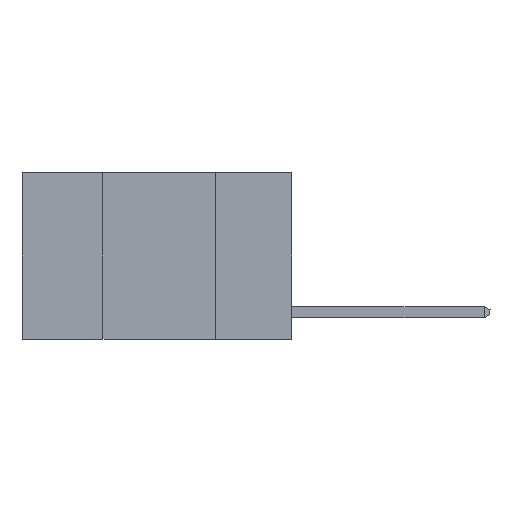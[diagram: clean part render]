
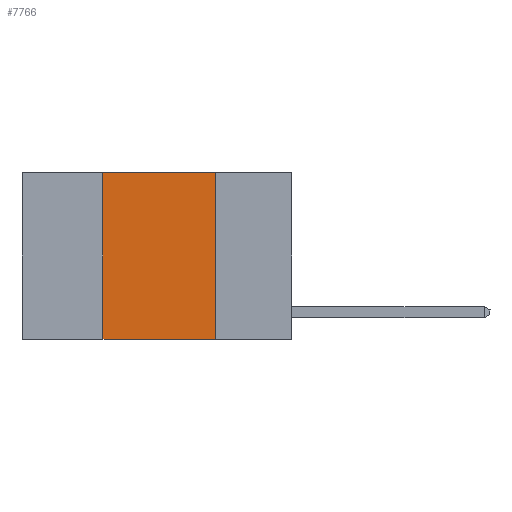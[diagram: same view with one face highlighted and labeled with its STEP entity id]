
A CAD part, left-side view. The second image highlights one B-rep face of the part: STEP entity #7766.
In plain terms, the highlighted planar face has unit normal (-1, 0, 0).
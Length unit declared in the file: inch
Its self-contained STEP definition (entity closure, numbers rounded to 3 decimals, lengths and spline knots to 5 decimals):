
#500 = ORIENTED_EDGE ( 'NONE', *, *, #9433, .T. ) ;
#1395 = EDGE_LOOP ( 'NONE', ( #6715, #13581, #10628, #500 ) ) ;
#1998 = DIRECTION ( 'NONE',  ( 0., 0., -1. ) ) ;
#2188 = EDGE_CURVE ( 'NONE', #7751, #8706, #14657, .T. ) ;
#2304 = FACE_OUTER_BOUND ( 'NONE', #1395, .T. ) ;
#2810 = EDGE_CURVE ( 'NONE', #8706, #15839, #12327, .T. ) ;
#2989 = EDGE_CURVE ( 'NONE', #15839, #13268, #4939, .T. ) ;
#3396 = CARTESIAN_POINT ( 'NONE',  ( 0., 0.17, -0.37 ) ) ;
#4323 = DIRECTION ( 'NONE',  ( 0., -1., 0. ) ) ;
#4939 = LINE ( 'NONE', #6358, #8025 ) ;
#6358 = CARTESIAN_POINT ( 'NONE',  ( 0., 0.17, 0. ) ) ;
#6715 = ORIENTED_EDGE ( 'NONE', *, *, #2989, .F. ) ;
#7071 = AXIS2_PLACEMENT_3D ( 'NONE', #8574, #9884, #1998 ) ;
#7751 = VERTEX_POINT ( 'NONE', #13654 ) ;
#7766 = ADVANCED_FACE ( 'NONE', ( #2304 ), #16114, .F. ) ;
#8025 = VECTOR ( 'NONE', #10332, 39.37008 ) ;
#8227 = CARTESIAN_POINT ( 'NONE',  ( 0., 0.6, -0.37 ) ) ;
#8574 = CARTESIAN_POINT ( 'NONE',  ( 0., 0.6, 0. ) ) ;
#8678 = DIRECTION ( 'NONE',  ( 0., -1., 0. ) ) ;
#8706 = VERTEX_POINT ( 'NONE', #15656 ) ;
#8815 = DIRECTION ( 'NONE',  ( 0., 0., 1. ) ) ;
#9433 = EDGE_CURVE ( 'NONE', #7751, #13268, #13990, .T. ) ;
#9884 = DIRECTION ( 'NONE',  ( 1., 0., 0. ) ) ;
#10134 = CARTESIAN_POINT ( 'NONE',  ( 0., 0.42, 0. ) ) ;
#10332 = DIRECTION ( 'NONE',  ( 0., 0., -1. ) ) ;
#10628 = ORIENTED_EDGE ( 'NONE', *, *, #2188, .F. ) ;
#10654 = VECTOR ( 'NONE', #4323, 39.37008 ) ;
#11358 = VECTOR ( 'NONE', #8815, 39.37008 ) ;
#12327 = LINE ( 'NONE', #16228, #12739 ) ;
#12739 = VECTOR ( 'NONE', #8678, 39.37008 ) ;
#13268 = VERTEX_POINT ( 'NONE', #3396 ) ;
#13581 = ORIENTED_EDGE ( 'NONE', *, *, #2810, .F. ) ;
#13654 = CARTESIAN_POINT ( 'NONE',  ( 0., 0.42, -0.37 ) ) ;
#13990 = LINE ( 'NONE', #8227, #10654 ) ;
#14657 = LINE ( 'NONE', #10134, #11358 ) ;
#15201 = CARTESIAN_POINT ( 'NONE',  ( 0., 0.17, 0. ) ) ;
#15656 = CARTESIAN_POINT ( 'NONE',  ( 0., 0.42, 0. ) ) ;
#15839 = VERTEX_POINT ( 'NONE', #15201 ) ;
#16114 = PLANE ( 'NONE',  #7071 ) ;
#16228 = CARTESIAN_POINT ( 'NONE',  ( 0., 0.6, 0. ) ) ;
